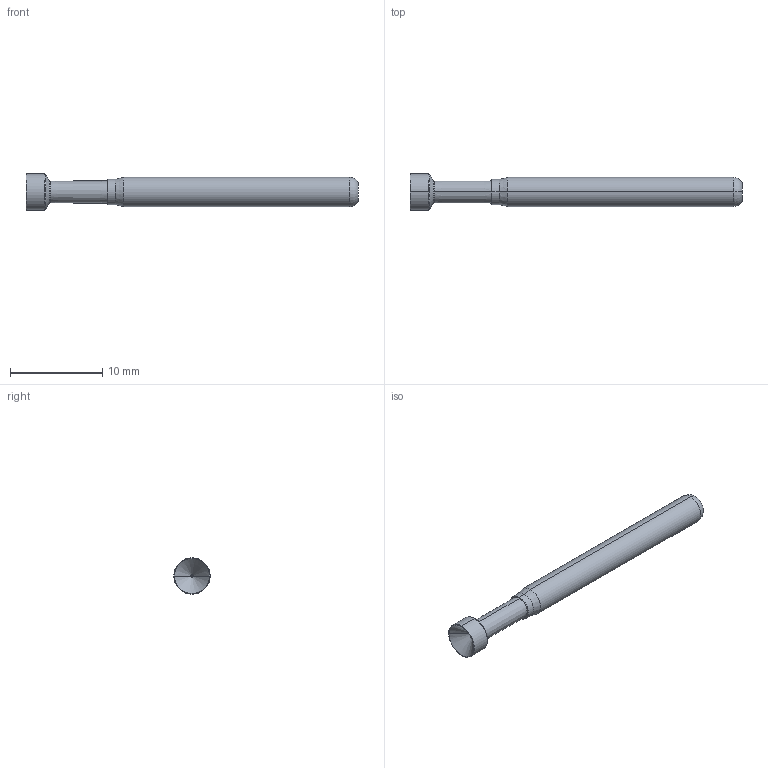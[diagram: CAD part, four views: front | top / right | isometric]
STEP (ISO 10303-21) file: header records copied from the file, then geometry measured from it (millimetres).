
FILE_DESCRIPTION (( 'STEP AP214' ), '1' );
FILE_NAME ('187-2522.STEP', '2022-01-13T16:25:03', ( '' ), ( '' ), 'SwSTEP 2.0', 'SolidWorks 2020', '' );
FILE_SCHEMA (( 'AUTOMOTIVE_DESIGN' ));
Length unit declared in the file: inch
Products named in the file (1): 187-2522
Bounding box: 36.07 x 3.94 x 3.94 mm (x, y, z)
Volume: 260.3 mm3; surface area: 373 mm2
Topology: 1 solids, 1 shells, 26 faces, 50 edges, 28 vertices
Faces by surface type: cone 14, cylinder 6, plane 4, torus 2
Entity records: 1034 total; most frequent: DIRECTION 134, CARTESIAN_POINT 105, ORIENTED_EDGE 100, AXIS2_PLACEMENT_3D 57, EDGE_CURVE 50, CIRCLE 30, LENGTH_MEASURE_WITH_UNIT 29, UNCERTAINTY_MEASURE_WITH_UNIT 29
